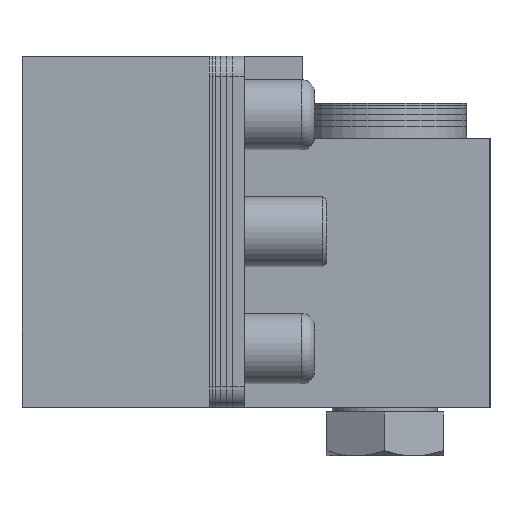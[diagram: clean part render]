
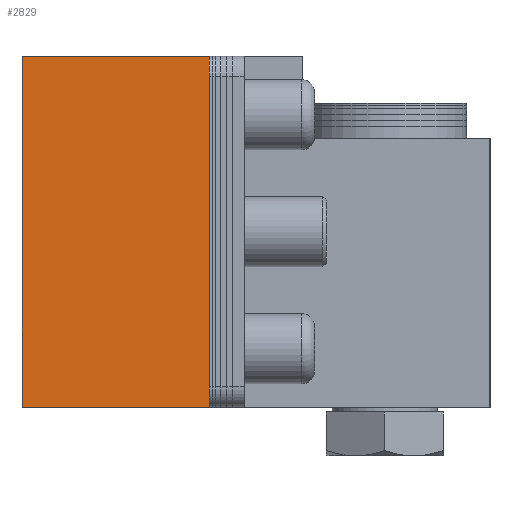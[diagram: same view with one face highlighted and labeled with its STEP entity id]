
A CAD part, left-side view. The second image highlights one B-rep face of the part: STEP entity #2829.
In plain terms, the highlighted planar face has unit normal (-1, 0, 0).
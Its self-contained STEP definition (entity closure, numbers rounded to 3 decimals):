
#216=PLANE('',#3287);
#378=FACE_OUTER_BOUND('',#548,.T.);
#548=EDGE_LOOP('',(#2120,#2121,#2122,#2123));
#730=LINE('',#4684,#959);
#735=LINE('',#4694,#964);
#736=LINE('',#4697,#965);
#737=LINE('',#4698,#966);
#959=VECTOR('',#3722,10.);
#964=VECTOR('',#3731,10.);
#965=VECTOR('',#3734,10.);
#966=VECTOR('',#3735,10.);
#1359=VERTEX_POINT('',#4677);
#1362=VERTEX_POINT('',#4682);
#1365=VERTEX_POINT('',#4692);
#1366=VERTEX_POINT('',#4696);
#1649=EDGE_CURVE('',#1362,#1359,#730,.T.);
#1654=EDGE_CURVE('',#1365,#1362,#735,.T.);
#1655=EDGE_CURVE('',#1366,#1365,#736,.T.);
#1656=EDGE_CURVE('',#1359,#1366,#737,.T.);
#2120=ORIENTED_EDGE('',*,*,#1654,.F.);
#2121=ORIENTED_EDGE('',*,*,#1655,.F.);
#2122=ORIENTED_EDGE('',*,*,#1656,.F.);
#2123=ORIENTED_EDGE('',*,*,#1649,.F.);
#2829=ADVANCED_FACE('',(#378),#216,.T.);
#3287=AXIS2_PLACEMENT_3D('',#4695,#3732,#3733);
#3722=DIRECTION('',(0.,1.,0.));
#3731=DIRECTION('',(0.,0.,-1.));
#3732=DIRECTION('center_axis',(-1.,0.,0.));
#3733=DIRECTION('ref_axis',(0.,-1.,0.));
#3734=DIRECTION('',(0.,-1.,0.));
#3735=DIRECTION('',(0.,0.,1.));
#4677=CARTESIAN_POINT('',(-9.5,15.,-8.));
#4682=CARTESIAN_POINT('',(-9.5,-15.,-8.));
#4684=CARTESIAN_POINT('',(-9.5,-15.,-8.));
#4692=CARTESIAN_POINT('',(-9.5,-15.,8.));
#4694=CARTESIAN_POINT('',(-9.5,-15.,0.));
#4695=CARTESIAN_POINT('Origin',(-9.5,15.,0.));
#4696=CARTESIAN_POINT('',(-9.5,15.,8.));
#4697=CARTESIAN_POINT('',(-9.5,-15.,8.));
#4698=CARTESIAN_POINT('',(-9.5,15.,0.));
